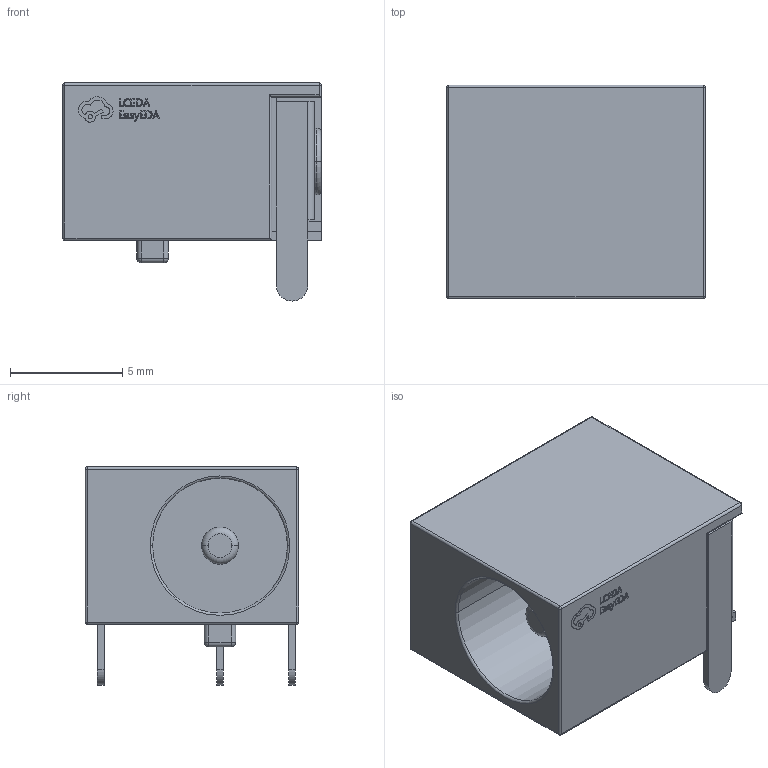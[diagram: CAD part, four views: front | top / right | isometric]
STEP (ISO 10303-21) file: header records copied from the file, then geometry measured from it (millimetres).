
FILE_DESCRIPTION (( 'STEP AP214' ), '1' );
FILE_NAME ('DC-IN-TH_DC-044-BXXX.STEP', '2022-06-21T03:24:32', ( 'PC' ), ( 'Microsoft' ), 'SwSTEP 2.0', 'SolidWorks 2020', '' );
FILE_SCHEMA (( 'AUTOMOTIVE_DESIGN' ));
Length unit declared in the file: millimetre
Products named in the file (1): DC-IN-TH_DC-044-BXXX
Bounding box: 11.5 x 9.51 x 9.7 mm (x, y, z)
Volume: 466.2 mm3; surface area: 888.2 mm2
Topology: 4 solids, 4 shells, 330 faces, 860 edges, 552 vertices
Faces by surface type: plane 174, bspline 98, cylinder 40, sphere 10, torus 8
Entity records: 14109 total; most frequent: CARTESIAN_POINT 3051, ORIENTED_EDGE 1700, DIRECTION 1200, EDGE_CURVE 850, VECTOR 558, LINE 558, VERTEX_POINT 552, EDGE_LOOP 354
